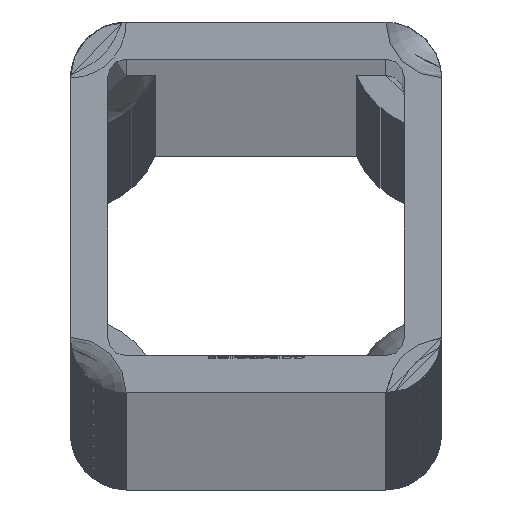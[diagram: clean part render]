
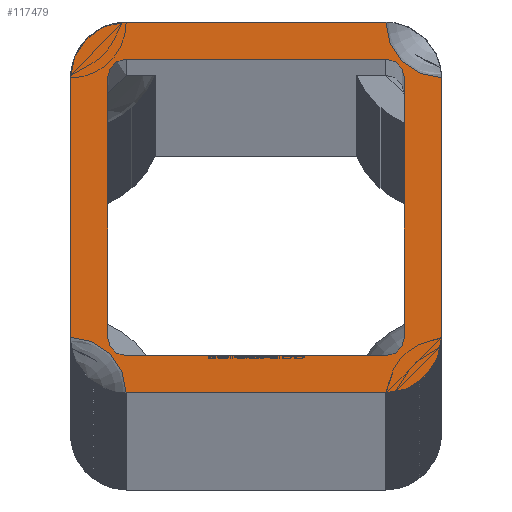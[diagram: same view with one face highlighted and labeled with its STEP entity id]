
A CAD part, top view. The second image highlights one B-rep face of the part: STEP entity #117479.
In plain terms, the highlighted planar face has unit normal (0, 0, 1).
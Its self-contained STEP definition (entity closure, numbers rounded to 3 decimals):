
#251 = VERTEX_POINT ( 'NONE', #129569 ) ;
#1396 = DIRECTION ( 'NONE',  ( 1., 0., 0. ) ) ;
#2091 = CARTESIAN_POINT ( 'NONE',  ( 0., -8., 0. ) ) ;
#3260 = AXIS2_PLACEMENT_3D ( 'NONE', #91835, #69331, #36910 ) ;
#4950 = EDGE_CURVE ( 'NONE', #117482, #61088, #136331, .T. ) ;
#6855 = EDGE_CURVE ( 'NONE', #53950, #37529, #83947, .T. ) ;
#8123 = EDGE_LOOP ( 'NONE', ( #27573, #133318, #26326, #115639, #48767, #125668, #124216, #114192 ) ) ;
#8624 = CARTESIAN_POINT ( 'NONE',  ( -10., -10., 0. ) ) ;
#9464 = CARTESIAN_POINT ( 'NONE',  ( 7., 7., 0. ) ) ;
#9601 = CARTESIAN_POINT ( 'NONE',  ( 7., 10., 0. ) ) ;
#10061 = AXIS2_PLACEMENT_3D ( 'NONE', #85973, #21590, #1396 ) ;
#10338 = AXIS2_PLACEMENT_3D ( 'NONE', #21522, #117792, #119208 ) ;
#10631 = FACE_BOUND ( 'NONE', #8123, .T. ) ;
#11121 = CARTESIAN_POINT ( 'NONE',  ( -7., 8., 0. ) ) ;
#12927 = VECTOR ( 'NONE', #110422, 1000. ) ;
#13101 = DIRECTION ( 'NONE',  ( 1., 0., 0. ) ) ;
#16310 = ORIENTED_EDGE ( 'NONE', *, *, #4950, .T. ) ;
#18817 = VERTEX_POINT ( 'NONE', #9601 ) ;
#18842 = DIRECTION ( 'NONE',  ( 0., 0., 1. ) ) ;
#19423 = VERTEX_POINT ( 'NONE', #47223 ) ;
#21522 = CARTESIAN_POINT ( 'NONE',  ( 7., -7., 0. ) ) ;
#21590 = DIRECTION ( 'NONE',  ( 0., 0., 1. ) ) ;
#22417 = VECTOR ( 'NONE', #62880, 1000. ) ;
#23417 = LINE ( 'NONE', #33258, #47022 ) ;
#23863 = ORIENTED_EDGE ( 'NONE', *, *, #33036, .F. ) ;
#24145 = DIRECTION ( 'NONE',  ( 1., 0., 0. ) ) ;
#24499 = AXIS2_PLACEMENT_3D ( 'NONE', #60700, #18842, #104305 ) ;
#25381 = CARTESIAN_POINT ( 'NONE',  ( -10., 10., 0. ) ) ;
#26326 = ORIENTED_EDGE ( 'NONE', *, *, #117693, .F. ) ;
#27573 = ORIENTED_EDGE ( 'NONE', *, *, #112866, .F. ) ;
#28251 = CARTESIAN_POINT ( 'NONE',  ( 8., 7., 0. ) ) ;
#30832 = EDGE_CURVE ( 'NONE', #139442, #125691, #136909, .T. ) ;
#33036 = EDGE_CURVE ( 'NONE', #19423, #127186, #77950, .T. ) ;
#33258 = CARTESIAN_POINT ( 'NONE',  ( 0., 8., 0. ) ) ;
#33472 = CARTESIAN_POINT ( 'NONE',  ( 8., -7., 0. ) ) ;
#36676 = CARTESIAN_POINT ( 'NONE',  ( -10., 10., 0. ) ) ;
#36910 = DIRECTION ( 'NONE',  ( 1., 0., 0. ) ) ;
#37529 = VERTEX_POINT ( 'NONE', #139389 ) ;
#39869 = LINE ( 'NONE', #8624, #56727 ) ;
#40126 = CARTESIAN_POINT ( 'NONE',  ( 10., -7., 0. ) ) ;
#40362 = CARTESIAN_POINT ( 'NONE',  ( 8., 0., 0. ) ) ;
#40594 = DIRECTION ( 'NONE',  ( 1., 0., 0. ) ) ;
#41945 = ORIENTED_EDGE ( 'NONE', *, *, #74175, .T. ) ;
#43248 = EDGE_CURVE ( 'NONE', #18817, #133449, #73607, .T. ) ;
#43673 = AXIS2_PLACEMENT_3D ( 'NONE', #55386, #130992, #13101 ) ;
#47022 = VECTOR ( 'NONE', #132288, 1000. ) ;
#47223 = CARTESIAN_POINT ( 'NONE',  ( -7., -10., 0. ) ) ;
#47436 = CARTESIAN_POINT ( 'NONE',  ( 10., 7., 0. ) ) ;
#48442 = EDGE_CURVE ( 'NONE', #125691, #49289, #57768, .T. ) ;
#48767 = ORIENTED_EDGE ( 'NONE', *, *, #57703, .F. ) ;
#49257 = LINE ( 'NONE', #136991, #102843 ) ;
#49289 = VERTEX_POINT ( 'NONE', #28251 ) ;
#49506 = LINE ( 'NONE', #2091, #84845 ) ;
#49870 = CARTESIAN_POINT ( 'NONE',  ( -8., -7., 0. ) ) ;
#50870 = AXIS2_PLACEMENT_3D ( 'NONE', #78917, #132865, #102248 ) ;
#51086 = DIRECTION ( 'NONE',  ( 0., -1., 0. ) ) ;
#51445 = ORIENTED_EDGE ( 'NONE', *, *, #136423, .T. ) ;
#53109 = DIRECTION ( 'NONE',  ( 0., 1., 0. ) ) ;
#53340 = EDGE_CURVE ( 'NONE', #251, #127186, #97802, .T. ) ;
#53950 = VERTEX_POINT ( 'NONE', #11121 ) ;
#55386 = CARTESIAN_POINT ( 'NONE',  ( 10., 10., 0. ) ) ;
#56727 = VECTOR ( 'NONE', #40594, 1000. ) ;
#57003 = VECTOR ( 'NONE', #53109, 1000. ) ;
#57463 = DIRECTION ( 'NONE',  ( -1., 0., 0. ) ) ;
#57703 = EDGE_CURVE ( 'NONE', #74182, #53950, #23417, .T. ) ;
#57768 = LINE ( 'NONE', #40362, #22417 ) ;
#59005 = EDGE_LOOP ( 'NONE', ( #23863, #114668, #16310, #41945, #127328, #89421, #51445, #114855 ) ) ;
#60700 = CARTESIAN_POINT ( 'NONE',  ( -10., -10., 0. ) ) ;
#61088 = VERTEX_POINT ( 'NONE', #40126 ) ;
#61117 = CARTESIAN_POINT ( 'NONE',  ( 10., 10., 0. ) ) ;
#62880 = DIRECTION ( 'NONE',  ( 0., 1., 0. ) ) ;
#63489 = DIRECTION ( 'NONE',  ( 0., 0., 1. ) ) ;
#64855 = CARTESIAN_POINT ( 'NONE',  ( 7., -10., 0. ) ) ;
#66626 = CARTESIAN_POINT ( 'NONE',  ( 7., -8., 0. ) ) ;
#67261 = DIRECTION ( 'NONE',  ( 0., -1., 0. ) ) ;
#68165 = DIRECTION ( 'NONE',  ( 0., 0., 1. ) ) ;
#68290 = DIRECTION ( 'NONE',  ( 0., 0., 1. ) ) ;
#68748 = CARTESIAN_POINT ( 'NONE',  ( -7., -7., 0. ) ) ;
#69331 = DIRECTION ( 'NONE',  ( 0., 0., 1. ) ) ;
#70980 = CARTESIAN_POINT ( 'NONE',  ( 7., 8., 0. ) ) ;
#73607 = CIRCLE ( 'NONE', #43673, 3. ) ;
#74175 = EDGE_CURVE ( 'NONE', #61088, #133449, #75524, .T. ) ;
#74182 = VERTEX_POINT ( 'NONE', #70980 ) ;
#75524 = LINE ( 'NONE', #61117, #57003 ) ;
#77349 = VERTEX_POINT ( 'NONE', #49870 ) ;
#77597 = CARTESIAN_POINT ( 'NONE',  ( 7., -7., 0. ) ) ;
#77950 = CIRCLE ( 'NONE', #24499, 3. ) ;
#78917 = CARTESIAN_POINT ( 'NONE',  ( -7., 7., 0. ) ) ;
#82271 = AXIS2_PLACEMENT_3D ( 'NONE', #9464, #63489, #83243 ) ;
#83243 = DIRECTION ( 'NONE',  ( 1., 0., 0. ) ) ;
#83947 = CIRCLE ( 'NONE', #50870, 1. ) ;
#84845 = VECTOR ( 'NONE', #24145, 1000. ) ;
#85973 = CARTESIAN_POINT ( 'NONE',  ( 0., 0., 0. ) ) ;
#87831 = PLANE ( 'NONE',  #10061 ) ;
#88457 = CIRCLE ( 'NONE', #82271, 1. ) ;
#89421 = ORIENTED_EDGE ( 'NONE', *, *, #92619, .T. ) ;
#91835 = CARTESIAN_POINT ( 'NONE',  ( -7., 7., 0. ) ) ;
#92619 = EDGE_CURVE ( 'NONE', #18817, #97334, #103542, .T. ) ;
#94540 = FACE_OUTER_BOUND ( 'NONE', #59005, .T. ) ;
#97334 = VERTEX_POINT ( 'NONE', #115229 ) ;
#97802 = LINE ( 'NONE', #25381, #138106 ) ;
#101655 = VERTEX_POINT ( 'NONE', #134643 ) ;
#102248 = DIRECTION ( 'NONE',  ( 1., 0., 0. ) ) ;
#102485 = CARTESIAN_POINT ( 'NONE',  ( -10., -7., 0. ) ) ;
#102696 = CIRCLE ( 'NONE', #3260, 3. ) ;
#102843 = VECTOR ( 'NONE', #51086, 1000. ) ;
#103542 = LINE ( 'NONE', #36676, #12927 ) ;
#104005 = AXIS2_PLACEMENT_3D ( 'NONE', #68748, #68290, #57463 ) ;
#104305 = DIRECTION ( 'NONE',  ( 1., 0., 0. ) ) ;
#108803 = EDGE_CURVE ( 'NONE', #19423, #117482, #39869, .T. ) ;
#110422 = DIRECTION ( 'NONE',  ( -1., 0., 0. ) ) ;
#110835 = DIRECTION ( 'NONE',  ( 1., 0., 0. ) ) ;
#111220 = CIRCLE ( 'NONE', #104005, 1. ) ;
#112866 = EDGE_CURVE ( 'NONE', #101655, #139442, #49506, .T. ) ;
#114192 = ORIENTED_EDGE ( 'NONE', *, *, #30832, .F. ) ;
#114668 = ORIENTED_EDGE ( 'NONE', *, *, #108803, .T. ) ;
#114855 = ORIENTED_EDGE ( 'NONE', *, *, #53340, .T. ) ;
#115229 = CARTESIAN_POINT ( 'NONE',  ( -7., 10., 0. ) ) ;
#115639 = ORIENTED_EDGE ( 'NONE', *, *, #6855, .F. ) ;
#117479 = ADVANCED_FACE ( 'NONE', ( #10631, #94540 ), #87831, .T. ) ;
#117482 = VERTEX_POINT ( 'NONE', #64855 ) ;
#117693 = EDGE_CURVE ( 'NONE', #37529, #77349, #49257, .T. ) ;
#117792 = DIRECTION ( 'NONE',  ( 0., 0., 1. ) ) ;
#119208 = DIRECTION ( 'NONE',  ( 1., 0., 0. ) ) ;
#120774 = AXIS2_PLACEMENT_3D ( 'NONE', #77597, #68165, #110835 ) ;
#124216 = ORIENTED_EDGE ( 'NONE', *, *, #48442, .F. ) ;
#125668 = ORIENTED_EDGE ( 'NONE', *, *, #129332, .F. ) ;
#125691 = VERTEX_POINT ( 'NONE', #33472 ) ;
#127186 = VERTEX_POINT ( 'NONE', #102485 ) ;
#127328 = ORIENTED_EDGE ( 'NONE', *, *, #43248, .F. ) ;
#129332 = EDGE_CURVE ( 'NONE', #49289, #74182, #88457, .T. ) ;
#129569 = CARTESIAN_POINT ( 'NONE',  ( -10., 7., 0. ) ) ;
#130992 = DIRECTION ( 'NONE',  ( 0., 0., 1. ) ) ;
#132288 = DIRECTION ( 'NONE',  ( -1., 0., 0. ) ) ;
#132865 = DIRECTION ( 'NONE',  ( 0., 0., 1. ) ) ;
#133318 = ORIENTED_EDGE ( 'NONE', *, *, #135004, .F. ) ;
#133449 = VERTEX_POINT ( 'NONE', #47436 ) ;
#134643 = CARTESIAN_POINT ( 'NONE',  ( -7., -8., 0. ) ) ;
#135004 = EDGE_CURVE ( 'NONE', #77349, #101655, #111220, .T. ) ;
#136331 = CIRCLE ( 'NONE', #10338, 3. ) ;
#136423 = EDGE_CURVE ( 'NONE', #97334, #251, #102696, .T. ) ;
#136909 = CIRCLE ( 'NONE', #120774, 1. ) ;
#136991 = CARTESIAN_POINT ( 'NONE',  ( -8., 0., 0. ) ) ;
#138106 = VECTOR ( 'NONE', #67261, 1000. ) ;
#139389 = CARTESIAN_POINT ( 'NONE',  ( -8., 7., 0. ) ) ;
#139442 = VERTEX_POINT ( 'NONE', #66626 ) ;
